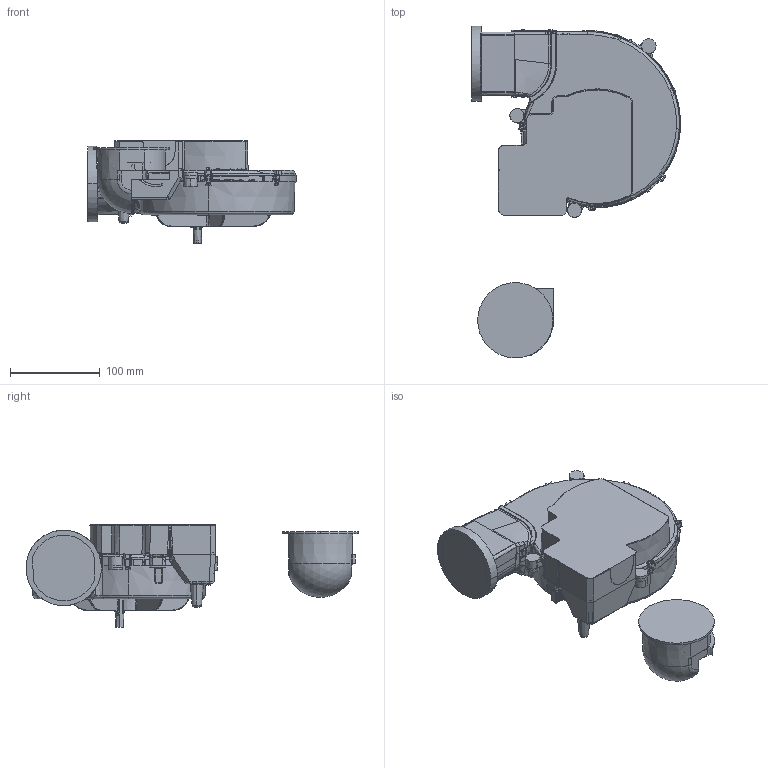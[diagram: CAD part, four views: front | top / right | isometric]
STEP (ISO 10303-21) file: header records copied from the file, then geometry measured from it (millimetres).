
FILE_DESCRIPTION(('Creo Elements/Direct Modeling STEP Export'),'2;1');
FILE_NAME('0084.0360_ER-EC.stp','2019-03-26T14:17:07',(''),(''),'PTC Creo Elements/Direct Modeling STEP processor for AP214 (Solid Model)','PTC Creo Elements/Direct Modeling 19.0C 15-Aug-2015 (C) Parametric Technology GmbH','');
FILE_SCHEMA(('AUTOMOTIVE_DESIGN { 1 0 10303 214 1 1 1 1 }'));
Length unit declared in the file: millimetre
Products named in the file (3): Ventilatoreinsatz; Stutzen; A21_EC_Ventilatoreinsatz_Y1206021001K
Assembly tree (2 placements, depth 2):
  A21_EC_Ventilatoreinsatz_Y1206021001K
    Stutzen
    Ventilatoreinsatz
Bounding box: 232.81 x 370 x 114 mm (x, y, z)
Volume: 98682.9 mm3; surface area: 348479.2 mm2
Topology: 1 solids, 11 shells, 3480 faces, 8735 edges, 5270 vertices
Faces by surface type: plane 1001, cylinder 906, bspline 736, torus 364, cone 342, sphere 130, extrusion 1
Entity records: 139718 total; most frequent: CARTESIAN_POINT 62142, ORIENTED_EDGE 17402, DIRECTION 14309, EDGE_CURVE 8707, AXIS2_PLACEMENT_3D 5415, VERTEX_POINT 5264, EDGE_LOOP 3560, FACE_OUTER_BOUND 3480
